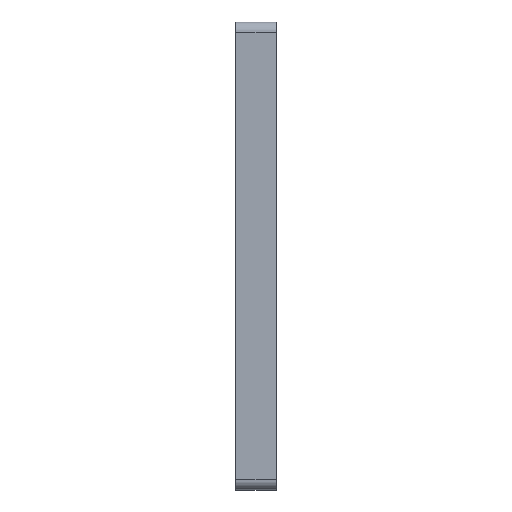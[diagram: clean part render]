
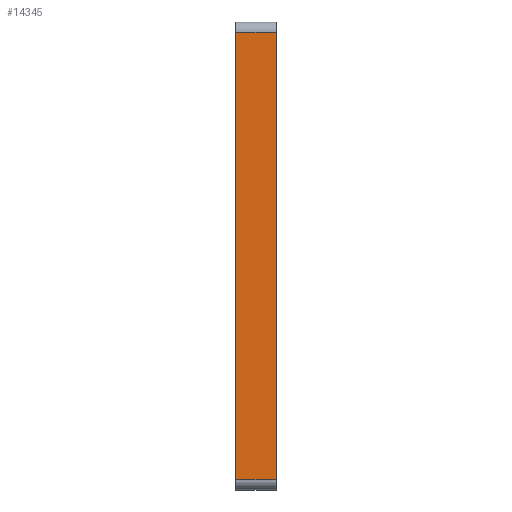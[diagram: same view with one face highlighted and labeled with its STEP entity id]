
A CAD part, left-side view. The second image highlights one B-rep face of the part: STEP entity #14345.
In plain terms, the highlighted planar face has unit normal (-1, 0, 0).
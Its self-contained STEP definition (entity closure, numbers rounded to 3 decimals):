
#93 = DIRECTION ( 'NONE',  ( 1., 0., 0. ) ) ;
#424 = EDGE_CURVE ( 'NONE', #9003, #6388, #9450, .T. ) ;
#454 = ORIENTED_EDGE ( 'NONE', *, *, #424, .F. ) ;
#1228 = PLANE ( 'NONE',  #2101 ) ;
#1503 = DIRECTION ( 'NONE',  ( 0., 1., 0. ) ) ;
#1573 = CARTESIAN_POINT ( 'NONE',  ( -46., 0., -44. ) ) ;
#2101 = AXIS2_PLACEMENT_3D ( 'NONE', #8808, #93, #3712 ) ;
#2782 = VERTEX_POINT ( 'NONE', #4060 ) ;
#2840 = VECTOR ( 'NONE', #1503, 1000. ) ;
#3712 = DIRECTION ( 'NONE',  ( 0., 0., -1. ) ) ;
#3981 = EDGE_CURVE ( 'NONE', #6058, #2782, #9284, .T. ) ;
#4060 = CARTESIAN_POINT ( 'NONE',  ( -46., 0., 44. ) ) ;
#5458 = CARTESIAN_POINT ( 'NONE',  ( -46., 0., -46. ) ) ;
#5539 = CARTESIAN_POINT ( 'NONE',  ( -46., 8., -44. ) ) ;
#5818 = DIRECTION ( 'NONE',  ( 0., 0., 1. ) ) ;
#6058 = VERTEX_POINT ( 'NONE', #1573 ) ;
#6251 = CARTESIAN_POINT ( 'NONE',  ( -46., 8., -46. ) ) ;
#6388 = VERTEX_POINT ( 'NONE', #9776 ) ;
#6535 = CARTESIAN_POINT ( 'NONE',  ( -46., 8., 44. ) ) ;
#7466 = LINE ( 'NONE', #6535, #2840 ) ;
#8808 = CARTESIAN_POINT ( 'NONE',  ( -46., 8., -46. ) ) ;
#9003 = VERTEX_POINT ( 'NONE', #15713 ) ;
#9097 = ORIENTED_EDGE ( 'NONE', *, *, #3981, .T. ) ;
#9284 = LINE ( 'NONE', #5458, #12758 ) ;
#9330 = FACE_OUTER_BOUND ( 'NONE', #9753, .T. ) ;
#9450 = LINE ( 'NONE', #6251, #15829 ) ;
#9670 = EDGE_CURVE ( 'NONE', #9003, #6058, #11538, .T. ) ;
#9744 = ORIENTED_EDGE ( 'NONE', *, *, #10344, .T. ) ;
#9753 = EDGE_LOOP ( 'NONE', ( #454, #15752, #9097, #9744 ) ) ;
#9776 = CARTESIAN_POINT ( 'NONE',  ( -46., 8., 44. ) ) ;
#10344 = EDGE_CURVE ( 'NONE', #2782, #6388, #7466, .T. ) ;
#11538 = LINE ( 'NONE', #5539, #14797 ) ;
#11648 = DIRECTION ( 'NONE',  ( 0., -1., 0. ) ) ;
#12758 = VECTOR ( 'NONE', #5818, 1000. ) ;
#14345 = ADVANCED_FACE ( 'NONE', ( #9330 ), #1228, .F. ) ;
#14797 = VECTOR ( 'NONE', #11648, 1000. ) ;
#14881 = DIRECTION ( 'NONE',  ( 0., 0., 1. ) ) ;
#15713 = CARTESIAN_POINT ( 'NONE',  ( -46., 8., -44. ) ) ;
#15752 = ORIENTED_EDGE ( 'NONE', *, *, #9670, .T. ) ;
#15829 = VECTOR ( 'NONE', #14881, 1000. ) ;
